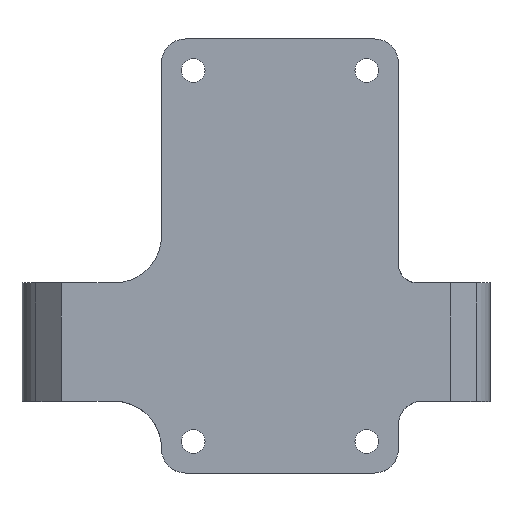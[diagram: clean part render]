
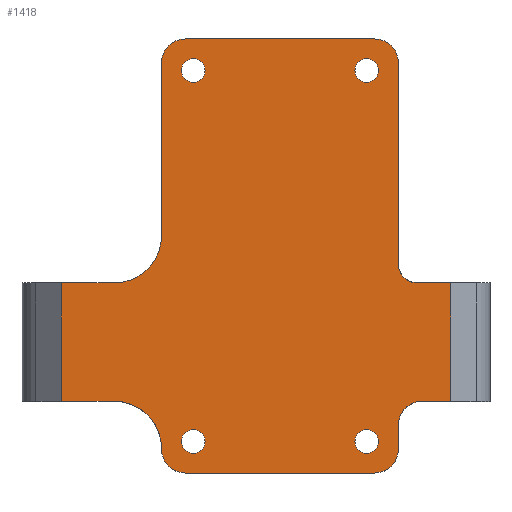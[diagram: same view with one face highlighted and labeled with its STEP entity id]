
A CAD part, top view. The second image highlights one B-rep face of the part: STEP entity #1418.
In plain terms, the highlighted planar face has unit normal (0, 0, 1).
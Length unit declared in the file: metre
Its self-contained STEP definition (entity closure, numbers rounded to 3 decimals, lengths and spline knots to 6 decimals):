
#64=CIRCLE('',#1485,0.0015);
#66=CIRCLE('',#1488,0.0015);
#70=CIRCLE('',#1494,0.0015);
#72=CIRCLE('',#1497,0.0015);
#89=CIRCLE('',#1535,0.006);
#91=CIRCLE('',#1539,0.006);
#96=CIRCLE('',#1554,0.0024);
#97=CIRCLE('',#1557,0.003);
#98=CIRCLE('',#1560,0.003);
#99=CIRCLE('',#1562,0.003);
#100=CIRCLE('',#1565,0.003);
#101=CIRCLE('',#1566,0.003);
#437=ORIENTED_EDGE('',*,*,#590,.F.);
#438=ORIENTED_EDGE('',*,*,#588,.F.);
#439=ORIENTED_EDGE('',*,*,#580,.F.);
#440=ORIENTED_EDGE('',*,*,#578,.F.);
#441=ORIENTED_EDGE('',*,*,#678,.F.);
#442=ORIENTED_EDGE('',*,*,#677,.F.);
#443=ORIENTED_EDGE('',*,*,#674,.F.);
#444=ORIENTED_EDGE('',*,*,#641,.F.);
#445=ORIENTED_EDGE('',*,*,#642,.F.);
#446=ORIENTED_EDGE('',*,*,#521,.F.);
#447=ORIENTED_EDGE('',*,*,#645,.F.);
#448=ORIENTED_EDGE('',*,*,#506,.F.);
#449=ORIENTED_EDGE('',*,*,#636,.F.);
#450=ORIENTED_EDGE('',*,*,#667,.F.);
#451=ORIENTED_EDGE('',*,*,#669,.F.);
#452=ORIENTED_EDGE('',*,*,#671,.F.);
#453=ORIENTED_EDGE('',*,*,#673,.F.);
#454=ORIENTED_EDGE('',*,*,#679,.F.);
#455=ORIENTED_EDGE('',*,*,#680,.F.);
#456=ORIENTED_EDGE('',*,*,#651,.F.);
#457=ORIENTED_EDGE('',*,*,#647,.F.);
#458=ORIENTED_EDGE('',*,*,#583,.F.);
#459=ORIENTED_EDGE('',*,*,#665,.F.);
#460=ORIENTED_EDGE('',*,*,#663,.F.);
#506=EDGE_CURVE('',#699,#700,#832,.T.);
#521=EDGE_CURVE('',#713,#714,#841,.T.);
#578=EDGE_CURVE('',#755,#755,#64,.T.);
#580=EDGE_CURVE('',#757,#757,#66,.T.);
#583=EDGE_CURVE('',#759,#761,#888,.T.);
#588=EDGE_CURVE('',#764,#764,#70,.T.);
#590=EDGE_CURVE('',#766,#766,#72,.T.);
#636=EDGE_CURVE('',#800,#699,#89,.T.);
#641=EDGE_CURVE('',#803,#801,#923,.T.);
#642=EDGE_CURVE('',#714,#803,#91,.T.);
#645=EDGE_CURVE('',#700,#713,#925,.T.);
#647=EDGE_CURVE('',#761,#805,#927,.T.);
#651=EDGE_CURVE('',#805,#806,#930,.T.);
#663=EDGE_CURVE('',#811,#812,#938,.T.);
#665=EDGE_CURVE('',#812,#759,#96,.T.);
#667=EDGE_CURVE('',#813,#800,#941,.T.);
#669=EDGE_CURVE('',#814,#813,#97,.T.);
#671=EDGE_CURVE('',#815,#814,#944,.T.);
#673=EDGE_CURVE('',#816,#815,#98,.T.);
#674=EDGE_CURVE('',#801,#817,#99,.T.);
#677=EDGE_CURVE('',#817,#818,#948,.T.);
#678=EDGE_CURVE('',#818,#811,#100,.T.);
#679=EDGE_CURVE('',#819,#816,#949,.T.);
#680=EDGE_CURVE('',#806,#819,#101,.T.);
#699=VERTEX_POINT('',#2012);
#700=VERTEX_POINT('',#2014);
#713=VERTEX_POINT('',#2042);
#714=VERTEX_POINT('',#2044);
#755=VERTEX_POINT('',#2165);
#757=VERTEX_POINT('',#2170);
#759=VERTEX_POINT('',#2175);
#761=VERTEX_POINT('',#2178);
#764=VERTEX_POINT('',#2187);
#766=VERTEX_POINT('',#2192);
#800=VERTEX_POINT('',#2292);
#801=VERTEX_POINT('',#2297);
#803=VERTEX_POINT('',#2301);
#805=VERTEX_POINT('',#2314);
#806=VERTEX_POINT('',#2318);
#811=VERTEX_POINT('',#2348);
#812=VERTEX_POINT('',#2350);
#813=VERTEX_POINT('',#2356);
#814=VERTEX_POINT('',#2360);
#815=VERTEX_POINT('',#2364);
#816=VERTEX_POINT('',#2368);
#817=VERTEX_POINT('',#2372);
#818=VERTEX_POINT('',#2376);
#819=VERTEX_POINT('',#2381);
#832=LINE('',#2013,#965);
#841=LINE('',#2043,#974);
#888=LINE('',#2177,#1021);
#923=LINE('',#2302,#1056);
#925=LINE('',#2308,#1058);
#927=LINE('',#2313,#1060);
#930=LINE('',#2320,#1063);
#938=LINE('',#2349,#1071);
#941=LINE('',#2357,#1074);
#944=LINE('',#2365,#1077);
#948=LINE('',#2377,#1081);
#949=LINE('',#2380,#1082);
#965=VECTOR('',#1599,1.);
#974=VECTOR('',#1622,1.);
#1021=VECTOR('',#1749,1.);
#1056=VECTOR('',#1878,1.);
#1058=VECTOR('',#1888,1.);
#1060=VECTOR('',#1894,1.);
#1063=VECTOR('',#1901,1.);
#1071=VECTOR('',#1923,1.);
#1074=VECTOR('',#1932,1.);
#1077=VECTOR('',#1941,1.);
#1081=VECTOR('',#1955,1.);
#1082=VECTOR('',#1960,1.);
#1183=EDGE_LOOP('',(#437));
#1184=EDGE_LOOP('',(#438));
#1185=EDGE_LOOP('',(#439));
#1186=EDGE_LOOP('',(#440));
#1187=EDGE_LOOP('',(#441,#442,#443,#444,#445,#446,#447,#448,#449,#450,#451,
#452,#453,#454,#455,#456,#457,#458,#459,#460));
#1291=FACE_BOUND('',#1183,.T.);
#1292=FACE_BOUND('',#1184,.T.);
#1293=FACE_BOUND('',#1185,.T.);
#1294=FACE_BOUND('',#1186,.T.);
#1295=FACE_BOUND('',#1187,.T.);
#1347=PLANE('',#1564);
#1418=ADVANCED_FACE('',(#1291,#1292,#1293,#1294,#1295),#1347,.T.);
#1485=AXIS2_PLACEMENT_3D('',#2164,#1736,#1737);
#1488=AXIS2_PLACEMENT_3D('',#2169,#1742,#1743);
#1494=AXIS2_PLACEMENT_3D('',#2186,#1758,#1759);
#1497=AXIS2_PLACEMENT_3D('',#2191,#1764,#1765);
#1535=AXIS2_PLACEMENT_3D('',#2293,#1869,#1870);
#1539=AXIS2_PLACEMENT_3D('',#2304,#1881,#1882);
#1554=AXIS2_PLACEMENT_3D('',#2353,#1927,#1928);
#1557=AXIS2_PLACEMENT_3D('',#2361,#1936,#1937);
#1560=AXIS2_PLACEMENT_3D('',#2369,#1945,#1946);
#1562=AXIS2_PLACEMENT_3D('',#2371,#1949,#1950);
#1564=AXIS2_PLACEMENT_3D('',#2378,#1956,#1957);
#1565=AXIS2_PLACEMENT_3D('',#2379,#1958,#1959);
#1566=AXIS2_PLACEMENT_3D('',#2382,#1961,#1962);
#1599=DIRECTION('',(-1.,0.,0.));
#1622=DIRECTION('',(1.,0.,0.));
#1736=DIRECTION('',(0.,0.,1.));
#1737=DIRECTION('',(1.,0.,0.));
#1742=DIRECTION('',(0.,0.,1.));
#1743=DIRECTION('',(1.,0.,0.));
#1749=DIRECTION('',(1.,0.,0.));
#1758=DIRECTION('',(0.,0.,1.));
#1759=DIRECTION('',(1.,0.,0.));
#1764=DIRECTION('',(0.,0.,1.));
#1765=DIRECTION('',(1.,0.,0.));
#1869=DIRECTION('',(0.,0.,1.));
#1870=DIRECTION('',(0.707,0.707,0.));
#1878=DIRECTION('',(0.,1.,0.));
#1881=DIRECTION('',(0.,0.,1.));
#1882=DIRECTION('',(0.707,-0.707,0.));
#1888=DIRECTION('',(0.,1.,0.));
#1894=DIRECTION('',(0.,-1.,0.));
#1901=DIRECTION('',(-1.,0.,0.));
#1923=DIRECTION('',(0.,-1.,0.));
#1927=DIRECTION('',(0.,0.,1.));
#1928=DIRECTION('',(-0.707,-0.707,0.));
#1932=DIRECTION('',(0.,1.,0.));
#1936=DIRECTION('',(0.,0.,-1.));
#1937=DIRECTION('',(-0.707,-0.707,0.));
#1941=DIRECTION('',(-1.,0.,0.));
#1945=DIRECTION('',(0.,0.,-1.));
#1946=DIRECTION('',(0.707,-0.707,0.));
#1949=DIRECTION('',(0.,0.,-1.));
#1950=DIRECTION('',(-0.707,0.707,0.));
#1955=DIRECTION('',(1.,0.,0.));
#1956=DIRECTION('',(0.,0.,1.));
#1957=DIRECTION('',(1.,0.,0.));
#1958=DIRECTION('',(0.,0.,-1.));
#1959=DIRECTION('',(0.707,0.707,0.));
#1960=DIRECTION('',(0.,-1.,0.));
#1961=DIRECTION('',(0.,0.,1.));
#1962=DIRECTION('',(-0.707,0.707,0.));
#2012=CARTESIAN_POINT('',(0.021233,0.090816,0.007035));
#2013=CARTESIAN_POINT('',(0.02437,0.090816,0.007035));
#2014=CARTESIAN_POINT('',(0.014545,0.090816,0.007035));
#2042=CARTESIAN_POINT('',(0.014545,0.105816,0.007035));
#2043=CARTESIAN_POINT('',(0.02437,0.105816,0.007035));
#2044=CARTESIAN_POINT('',(0.021233,0.105816,0.007035));
#2164=CARTESIAN_POINT('',(0.031233,0.085727,0.007035));
#2165=CARTESIAN_POINT('',(0.032733,0.085727,0.007035));
#2169=CARTESIAN_POINT('',(0.053233,0.085727,0.007035));
#2170=CARTESIAN_POINT('',(0.054733,0.085727,0.007035));
#2175=CARTESIAN_POINT('',(0.059633,0.105816,0.007035));
#2177=CARTESIAN_POINT('',(0.02437,0.105816,0.007035));
#2178=CARTESIAN_POINT('',(0.063845,0.105816,0.007035));
#2186=CARTESIAN_POINT('',(0.053233,0.132727,0.007035));
#2187=CARTESIAN_POINT('',(0.054733,0.132727,0.007035));
#2191=CARTESIAN_POINT('',(0.031233,0.132727,0.007035));
#2192=CARTESIAN_POINT('',(0.032733,0.132727,0.007035));
#2292=CARTESIAN_POINT('',(0.027233,0.084816,0.007035));
#2293=CARTESIAN_POINT('',(0.021233,0.084816,0.007035));
#2297=CARTESIAN_POINT('',(0.027233,0.133727,0.007035));
#2301=CARTESIAN_POINT('',(0.027233,0.111816,0.007035));
#2302=CARTESIAN_POINT('',(0.027233,0.098316,0.007035));
#2304=CARTESIAN_POINT('',(0.021233,0.111816,0.007035));
#2308=CARTESIAN_POINT('',(0.014545,0.090816,0.007035));
#2313=CARTESIAN_POINT('',(0.063845,0.090816,0.007035));
#2314=CARTESIAN_POINT('',(0.063845,0.090816,0.007035));
#2318=CARTESIAN_POINT('',(0.060233,0.090816,0.007035));
#2320=CARTESIAN_POINT('',(0.02437,0.090816,0.007035));
#2348=CARTESIAN_POINT('',(0.057233,0.133727,0.007035));
#2349=CARTESIAN_POINT('',(0.057233,0.113771,0.007035));
#2350=CARTESIAN_POINT('',(0.057233,0.108216,0.007035));
#2353=CARTESIAN_POINT('',(0.059633,0.108216,0.007035));
#2356=CARTESIAN_POINT('',(0.027233,0.084727,0.007035));
#2357=CARTESIAN_POINT('',(0.027233,0.105816,0.007035));
#2360=CARTESIAN_POINT('',(0.030233,0.081727,0.007035));
#2361=CARTESIAN_POINT('',(0.030233,0.084727,0.007035));
#2364=CARTESIAN_POINT('',(0.054233,0.081727,0.007035));
#2365=CARTESIAN_POINT('',(0.033389,0.081727,0.007035));
#2368=CARTESIAN_POINT('',(0.057233,0.084727,0.007035));
#2369=CARTESIAN_POINT('',(0.054233,0.084727,0.007035));
#2371=CARTESIAN_POINT('',(0.030233,0.133727,0.007035));
#2372=CARTESIAN_POINT('',(0.030233,0.136727,0.007035));
#2376=CARTESIAN_POINT('',(0.054233,0.136727,0.007035));
#2377=CARTESIAN_POINT('',(0.018389,0.136727,0.007035));
#2378=CARTESIAN_POINT('',(0.009545,0.090816,0.007035));
#2379=CARTESIAN_POINT('',(0.054233,0.133727,0.007035));
#2380=CARTESIAN_POINT('',(0.057233,0.136727,0.007035));
#2381=CARTESIAN_POINT('',(0.057233,0.087816,0.007035));
#2382=CARTESIAN_POINT('',(0.060233,0.087816,0.007035));
